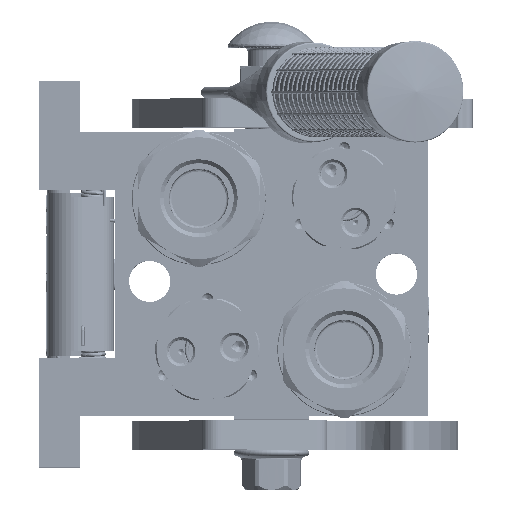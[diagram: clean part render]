
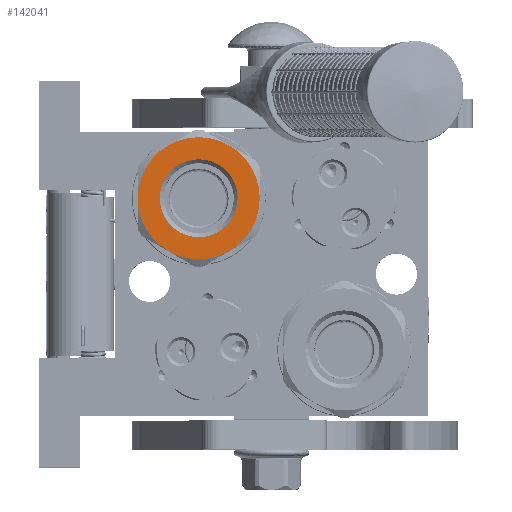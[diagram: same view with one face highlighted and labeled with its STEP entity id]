
A CAD part, top view. The second image highlights one B-rep face of the part: STEP entity #142041.
In plain terms, the highlighted face is planar.
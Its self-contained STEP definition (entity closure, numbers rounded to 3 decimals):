
#837 = DIRECTION ( 'NONE',  ( 0., 1., 0. ) ) ;
#6336 = CIRCLE ( 'NONE', #29558, 21. ) ;
#10494 = ORIENTED_EDGE ( 'NONE', *, *, #157209, .T. ) ;
#11908 = ORIENTED_EDGE ( 'NONE', *, *, #59232, .T. ) ;
#17773 = ORIENTED_EDGE ( 'NONE', *, *, #52686, .T. ) ;
#18010 = EDGE_CURVE ( 'NONE', #156414, #29648, #73155, .T. ) ;
#24949 = CARTESIAN_POINT ( 'NONE',  ( 100.6, 0., 0. ) ) ;
#25686 = DIRECTION ( 'NONE',  ( 0., -0.5, 0.866 ) ) ;
#25826 = VERTEX_POINT ( 'NONE', #99273 ) ;
#29284 = DIRECTION ( 'NONE',  ( -1., 0., 0. ) ) ;
#29558 = AXIS2_PLACEMENT_3D ( 'NONE', #61209, #46364, #164979 ) ;
#29648 = VERTEX_POINT ( 'NONE', #35131 ) ;
#33865 = CIRCLE ( 'NONE', #98420, 13.4 ) ;
#35131 = CARTESIAN_POINT ( 'NONE',  ( 100.6, 13.4, 0. ) ) ;
#37536 = DIRECTION ( 'NONE',  ( 0., -1., 0. ) ) ;
#39443 = CARTESIAN_POINT ( 'NONE',  ( 100.6, 21., 0. ) ) ;
#39773 = CIRCLE ( 'NONE', #160222, 21. ) ;
#43814 = CARTESIAN_POINT ( 'NONE',  ( 100.6, 0., 0. ) ) ;
#44331 = AXIS2_PLACEMENT_3D ( 'NONE', #24949, #92533, #25686 ) ;
#46364 = DIRECTION ( 'NONE',  ( 1., 0., 0. ) ) ;
#50555 = EDGE_CURVE ( 'NONE', #124043, #69283, #202573, .T. ) ;
#52686 = EDGE_CURVE ( 'NONE', #217913, #25826, #66469, .T. ) ;
#52756 = CARTESIAN_POINT ( 'NONE',  ( 100.6, -10.5, -18.187 ) ) ;
#52836 = AXIS2_PLACEMENT_3D ( 'NONE', #129234, #163345, #61777 ) ;
#59054 = EDGE_CURVE ( 'NONE', #183046, #98388, #214309, .T. ) ;
#59232 = EDGE_CURVE ( 'NONE', #29648, #156414, #33865, .T. ) ;
#61209 = CARTESIAN_POINT ( 'NONE',  ( 100.6, 0., 0. ) ) ;
#61777 = DIRECTION ( 'NONE',  ( 0., -1., 0. ) ) ;
#64883 = DIRECTION ( 'NONE',  ( 1., 0., 0. ) ) ;
#66155 = CARTESIAN_POINT ( 'NONE',  ( 100.6, -21., 0. ) ) ;
#66469 = CIRCLE ( 'NONE', #192807, 21. ) ;
#69283 = VERTEX_POINT ( 'NONE', #100253 ) ;
#69989 = CARTESIAN_POINT ( 'NONE',  ( 100.6, -13.4, 0. ) ) ;
#72422 = DIRECTION ( 'NONE',  ( -1., 0., 0. ) ) ;
#73155 = CIRCLE ( 'NONE', #159963, 13.4 ) ;
#76560 = EDGE_LOOP ( 'NONE', ( #203503, #193312, #219674, #120459, #112564, #10494, #17773 ) ) ;
#82812 = VERTEX_POINT ( 'NONE', #155133 ) ;
#83871 = DIRECTION ( 'NONE',  ( -1., 0., 0. ) ) ;
#88037 = CARTESIAN_POINT ( 'NONE',  ( 100.6, 0., 0. ) ) ;
#88682 = CIRCLE ( 'NONE', #44331, 21. ) ;
#92533 = DIRECTION ( 'NONE',  ( 1., 0., 0. ) ) ;
#94991 = ORIENTED_EDGE ( 'NONE', *, *, #18010, .T. ) ;
#98388 = VERTEX_POINT ( 'NONE', #52756 ) ;
#98420 = AXIS2_PLACEMENT_3D ( 'NONE', #203207, #186933, #837 ) ;
#99273 = CARTESIAN_POINT ( 'NONE',  ( 100.6, -10.5, 18.187 ) ) ;
#100253 = CARTESIAN_POINT ( 'NONE',  ( 100.6, 10.5, -18.187 ) ) ;
#104209 = EDGE_CURVE ( 'NONE', #98388, #69283, #6336, .T. ) ;
#108562 = DIRECTION ( 'NONE',  ( 0., 0., 1. ) ) ;
#111869 = EDGE_LOOP ( 'NONE', ( #94991, #11908 ) ) ;
#112564 = ORIENTED_EDGE ( 'NONE', *, *, #140209, .F. ) ;
#115751 = CARTESIAN_POINT ( 'NONE',  ( 100.6, 0., 0. ) ) ;
#120459 = ORIENTED_EDGE ( 'NONE', *, *, #50555, .F. ) ;
#124043 = VERTEX_POINT ( 'NONE', #39443 ) ;
#126309 = CARTESIAN_POINT ( 'NONE',  ( 100.6, 0., 0. ) ) ;
#127047 = FACE_BOUND ( 'NONE', #111869, .T. ) ;
#129234 = CARTESIAN_POINT ( 'NONE',  ( 100.6, 0., 0. ) ) ;
#130657 = AXIS2_PLACEMENT_3D ( 'NONE', #126309, #141167, #108562 ) ;
#134380 = AXIS2_PLACEMENT_3D ( 'NONE', #164233, #29284, #181303 ) ;
#134967 = DIRECTION ( 'NONE',  ( 0., 0.5, 0.866 ) ) ;
#140209 = EDGE_CURVE ( 'NONE', #82812, #124043, #39773, .T. ) ;
#141167 = DIRECTION ( 'NONE',  ( -1., 0., 0. ) ) ;
#142041 = ADVANCED_FACE ( 'NONE', ( #203753, #127047 ), #177471, .F. ) ;
#145379 = DIRECTION ( 'NONE',  ( 0., 0.5, 0.866 ) ) ;
#155133 = CARTESIAN_POINT ( 'NONE',  ( 100.6, 10.5, 18.187 ) ) ;
#156414 = VERTEX_POINT ( 'NONE', #69989 ) ;
#157209 = EDGE_CURVE ( 'NONE', #82812, #217913, #203351, .T. ) ;
#159963 = AXIS2_PLACEMENT_3D ( 'NONE', #88037, #72422, #37536 ) ;
#160222 = AXIS2_PLACEMENT_3D ( 'NONE', #115751, #83871, #134967 ) ;
#163345 = DIRECTION ( 'NONE',  ( 1., 0., 0. ) ) ;
#164233 = CARTESIAN_POINT ( 'NONE',  ( 100.6, 0., 0. ) ) ;
#164979 = DIRECTION ( 'NONE',  ( 0., -0.5, -0.866 ) ) ;
#166474 = CARTESIAN_POINT ( 'NONE',  ( 100.6, 0., 0. ) ) ;
#177471 = PLANE ( 'NONE',  #130657 ) ;
#180239 = DIRECTION ( 'NONE',  ( 1., 0., 0. ) ) ;
#181303 = DIRECTION ( 'NONE',  ( 0., 1., 0. ) ) ;
#183046 = VERTEX_POINT ( 'NONE', #66155 ) ;
#186933 = DIRECTION ( 'NONE',  ( -1., 0., 0. ) ) ;
#192591 = CARTESIAN_POINT ( 'NONE',  ( 100.6, 0., 21. ) ) ;
#192807 = AXIS2_PLACEMENT_3D ( 'NONE', #43814, #180239, #145379 ) ;
#193312 = ORIENTED_EDGE ( 'NONE', *, *, #59054, .T. ) ;
#195217 = AXIS2_PLACEMENT_3D ( 'NONE', #166474, #64883, #200498 ) ;
#197678 = EDGE_CURVE ( 'NONE', #25826, #183046, #88682, .T. ) ;
#200498 = DIRECTION ( 'NONE',  ( 0., 0.5, 0.866 ) ) ;
#202573 = CIRCLE ( 'NONE', #134380, 21. ) ;
#203207 = CARTESIAN_POINT ( 'NONE',  ( 100.6, 0., 0. ) ) ;
#203351 = CIRCLE ( 'NONE', #195217, 21. ) ;
#203503 = ORIENTED_EDGE ( 'NONE', *, *, #197678, .T. ) ;
#203753 = FACE_OUTER_BOUND ( 'NONE', #76560, .T. ) ;
#214309 = CIRCLE ( 'NONE', #52836, 21. ) ;
#217913 = VERTEX_POINT ( 'NONE', #192591 ) ;
#219674 = ORIENTED_EDGE ( 'NONE', *, *, #104209, .T. ) ;
